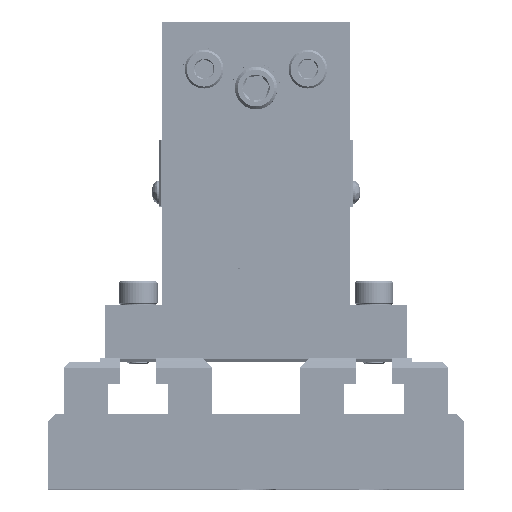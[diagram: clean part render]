
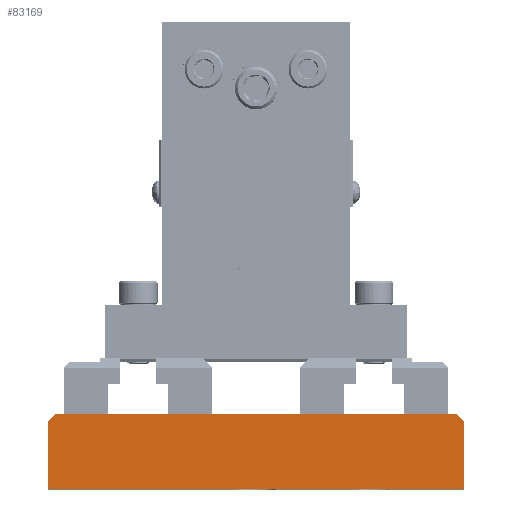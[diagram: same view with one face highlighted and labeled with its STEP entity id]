
A CAD part, top view. The second image highlights one B-rep face of the part: STEP entity #83169.
In plain terms, the highlighted face is planar.
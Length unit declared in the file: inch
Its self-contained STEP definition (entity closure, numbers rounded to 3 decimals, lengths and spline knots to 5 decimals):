
#2179 = VECTOR ( 'NONE', #61377, 39.37008 ) ;
#2732 = VERTEX_POINT ( 'NONE', #36742 ) ;
#4029 = CARTESIAN_POINT ( 'NONE',  ( -2.75, -2.5, -1.75 ) ) ;
#4372 = CARTESIAN_POINT ( 'NONE',  ( -2.65808, -2.5, -0.75 ) ) ;
#4432 = LINE ( 'NONE', #29460, #45897 ) ;
#5963 = DIRECTION ( 'NONE',  ( -0.707, 0., -0.707 ) ) ;
#6880 = VECTOR ( 'NONE', #79311, 39.37008 ) ;
#7367 = LINE ( 'NONE', #69723, #2179 ) ;
#10426 = ORIENTED_EDGE ( 'NONE', *, *, #73355, .F. ) ;
#12114 = LINE ( 'NONE', #47253, #53630 ) ;
#14728 = VERTEX_POINT ( 'NONE', #23117 ) ;
#15827 = ORIENTED_EDGE ( 'NONE', *, *, #21825, .T. ) ;
#19649 = FACE_OUTER_BOUND ( 'NONE', #66662, .T. ) ;
#20670 = PLANE ( 'NONE',  #48960 ) ;
#21825 = EDGE_CURVE ( 'NONE', #69928, #2732, #12114, .T. ) ;
#23117 = CARTESIAN_POINT ( 'NONE',  ( 2.75, -2.5, -1.75 ) ) ;
#26637 = EDGE_CURVE ( 'NONE', #58705, #33970, #53673, .T. ) ;
#27210 = EDGE_CURVE ( 'NONE', #14728, #28959, #28917, .T. ) ;
#28917 = LINE ( 'NONE', #71003, #6880 ) ;
#28959 = VERTEX_POINT ( 'NONE', #66758 ) ;
#29050 = DIRECTION ( 'NONE',  ( 0., 1., 0. ) ) ;
#29460 = CARTESIAN_POINT ( 'NONE',  ( 2.6581, -2.5, -0.75 ) ) ;
#33970 = VERTEX_POINT ( 'NONE', #96083 ) ;
#36742 = CARTESIAN_POINT ( 'NONE',  ( -2.75, -2.5, -0.84192 ) ) ;
#38384 = DIRECTION ( 'NONE',  ( 0., 0., 1. ) ) ;
#45525 = EDGE_CURVE ( 'NONE', #58705, #69928, #4432, .T. ) ;
#45897 = VECTOR ( 'NONE', #95763, 39.37008 ) ;
#47253 = CARTESIAN_POINT ( 'NONE',  ( -2.70404, -2.5, -0.79596 ) ) ;
#48960 = AXIS2_PLACEMENT_3D ( 'NONE', #4029, #29050, #87028 ) ;
#53630 = VECTOR ( 'NONE', #5963, 39.37008 ) ;
#53673 = LINE ( 'NONE', #55580, #95139 ) ;
#54668 = CARTESIAN_POINT ( 'NONE',  ( -2.75, -2.5, -1.75 ) ) ;
#55580 = CARTESIAN_POINT ( 'NONE',  ( 2.65808, -2.5, -0.75 ) ) ;
#58705 = VERTEX_POINT ( 'NONE', #86142 ) ;
#61377 = DIRECTION ( 'NONE',  ( 0., 0., -1. ) ) ;
#62448 = ORIENTED_EDGE ( 'NONE', *, *, #27210, .F. ) ;
#66662 = EDGE_LOOP ( 'NONE', ( #15827, #102704, #62448, #10426, #97595, #100021 ) ) ;
#66758 = CARTESIAN_POINT ( 'NONE',  ( -2.75, -2.5, -1.75 ) ) ;
#69723 = CARTESIAN_POINT ( 'NONE',  ( 2.75, -2.5, -1.75 ) ) ;
#69928 = VERTEX_POINT ( 'NONE', #4372 ) ;
#71003 = CARTESIAN_POINT ( 'NONE',  ( -2.75, -2.5, -1.75 ) ) ;
#73355 = EDGE_CURVE ( 'NONE', #33970, #14728, #7367, .T. ) ;
#79311 = DIRECTION ( 'NONE',  ( -1., 0., 0. ) ) ;
#82114 = EDGE_CURVE ( 'NONE', #28959, #2732, #105492, .T. ) ;
#83169 = ADVANCED_FACE ( 'NONE', ( #19649 ), #20670, .F. ) ;
#86142 = CARTESIAN_POINT ( 'NONE',  ( 2.65808, -2.5, -0.75 ) ) ;
#87028 = DIRECTION ( 'NONE',  ( 0., 0., 1. ) ) ;
#95139 = VECTOR ( 'NONE', #105185, 39.37008 ) ;
#95763 = DIRECTION ( 'NONE',  ( -1., 0., 0. ) ) ;
#96083 = CARTESIAN_POINT ( 'NONE',  ( 2.75, -2.5, -0.84192 ) ) ;
#97595 = ORIENTED_EDGE ( 'NONE', *, *, #26637, .F. ) ;
#100021 = ORIENTED_EDGE ( 'NONE', *, *, #45525, .T. ) ;
#102704 = ORIENTED_EDGE ( 'NONE', *, *, #82114, .F. ) ;
#102874 = VECTOR ( 'NONE', #38384, 39.37008 ) ;
#105185 = DIRECTION ( 'NONE',  ( 0.707, 0., -0.707 ) ) ;
#105492 = LINE ( 'NONE', #54668, #102874 ) ;
